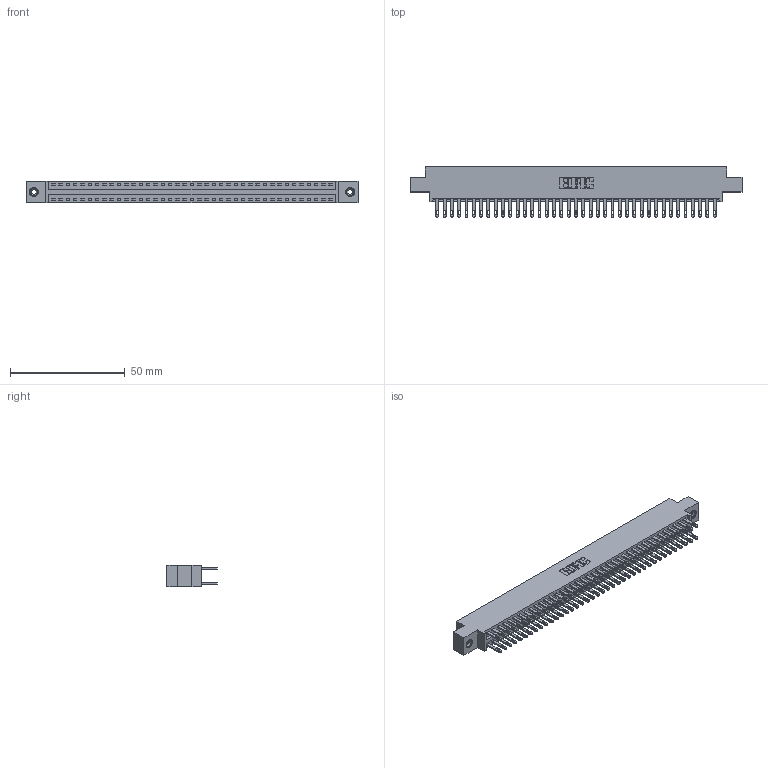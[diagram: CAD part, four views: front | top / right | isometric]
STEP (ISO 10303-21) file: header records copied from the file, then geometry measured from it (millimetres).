
FILE_DESCRIPTION (( 'STEP AP203' ), '1' );
FILE_NAME ('346-078-500-808.STEP', '2018-08-29T05:10:03', ( '' ), ( '' ), 'SwSTEP 2.0', 'SolidWorks 2016', '' );
FILE_SCHEMA (( 'CONFIG_CONTROL_DESIGN' ));
Length unit declared in the file: inch
Products named in the file (4): 346 Part_0.170 Offset - 0.156 Dia-TI; 345-292-001_345-293-100; 345-250-001_345-250-003-102; 346-078-500-808
Assembly tree (81 placements, depth 2):
  346-078-500-808
    346 Part_0.170 Offset - 0.156 Dia-TI
    345-292-001_345-293-100  x78
    345-250-001_345-250-003-102  x2
Bounding box: 144.4 x 21.84 x 9.4 mm (x, y, z)
Volume: 14134.6 mm3; surface area: 20397.9 mm2
Topology: 81 solids, 81 shells, 3930 faces, 11943 edges, 7954 vertices
Faces by surface type: plane 2374, cylinder 1540, cone 12, torus 4
Entity records: 27104 total; most frequent: CARTESIAN_POINT 4455, ORIENTED_EDGE 4382, DIRECTION 4005, EDGE_CURVE 2191, LINE 1879, VECTOR 1879, VERTEX_POINT 1456, AXIS2_PLACEMENT_3D 1063
